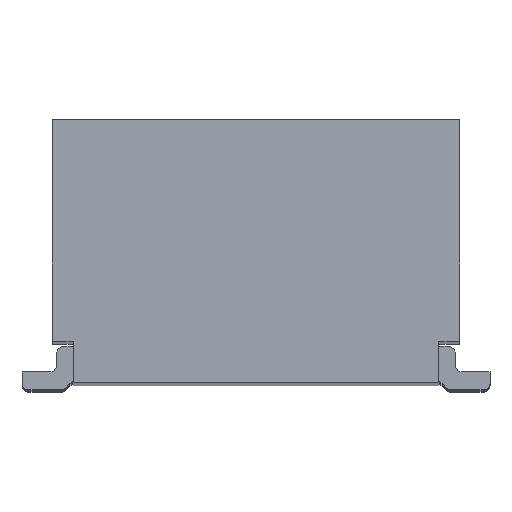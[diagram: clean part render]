
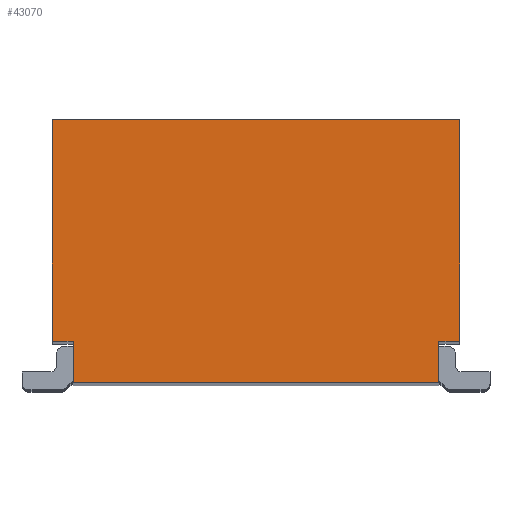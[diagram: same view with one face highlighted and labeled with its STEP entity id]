
A CAD part, top view. The second image highlights one B-rep face of the part: STEP entity #43070.
In plain terms, the highlighted planar face has unit normal (0, 0, 1).
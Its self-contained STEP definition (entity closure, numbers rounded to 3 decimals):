
#4060=CARTESIAN_POINT('',(1.32,-0.3,9.415));
#4070=VERTEX_POINT('',#4060);
#4100=CARTESIAN_POINT('',(1.32,0.,9.415));
#4110=DIRECTION('',(-0.,1.,-0.));
#4120=VECTOR('',#4110,1.);
#4130=LINE('',#4100,#4120);
#4140=CARTESIAN_POINT('',(1.32,0.,9.415));
#4150=VERTEX_POINT('',#4140);
#4160=EDGE_CURVE('',#4070,#4150,#4130,.T.);
#12680=CARTESIAN_POINT('',(-1.32,0.,9.415));
#12690=VERTEX_POINT('',#12680);
#12720=CARTESIAN_POINT('',(-1.32,0.,9.415));
#12730=DIRECTION('',(0.,1.,-0.));
#12740=VECTOR('',#12730,1.);
#12750=LINE('',#12720,#12740);
#12760=CARTESIAN_POINT('',(-1.32,-0.3,9.415));
#12770=VERTEX_POINT('',#12760);
#12780=EDGE_CURVE('',#12770,#12690,#12750,.T.);
#40540=CARTESIAN_POINT('',(0.,-0.3,9.415));
#40550=DIRECTION('',(-1.,-0.,0.));
#40560=VECTOR('',#40550,1.);
#40570=LINE('',#40540,#40560);
#40580=CARTESIAN_POINT('',(-1.47,-0.3,9.415));
#40590=VERTEX_POINT('',#40580);
#40600=EDGE_CURVE('',#12770,#40590,#40570,.T.);
#42610=CARTESIAN_POINT('',(-1.544,0.048,9.415));
#42620=DIRECTION('',(0.,0.,1.));
#42630=DIRECTION('',(1.,0.,-0.));
#42640=AXIS2_PLACEMENT_3D('',#42610,#42620,#42630);
#42650=PLANE('',#42640);
#42660=CARTESIAN_POINT('',(0.,0.,9.415));
#42670=DIRECTION('',(1.,0.,-0.));
#42680=VECTOR('',#42670,1.);
#42690=LINE('',#42660,#42680);
#42700=EDGE_CURVE('',#12690,#4150,#42690,.T.);
#42710=ORIENTED_EDGE('',*,*,#42700,.F.);
#42720=ORIENTED_EDGE('',*,*,#4160,.T.);
#42730=CARTESIAN_POINT('',(0.,-0.3,9.415));
#42740=DIRECTION('',(-1.,-0.,0.));
#42750=VECTOR('',#42740,1.);
#42760=LINE('',#42730,#42750);
#42770=CARTESIAN_POINT('',(1.47,-0.3,9.415));
#42780=VERTEX_POINT('',#42770);
#42790=EDGE_CURVE('',#42780,#4070,#42760,.T.);
#42800=ORIENTED_EDGE('',*,*,#42790,.T.);
#42810=CARTESIAN_POINT('',(1.47,0.,9.415));
#42820=DIRECTION('',(-0.,1.,-0.));
#42830=VECTOR('',#42820,1.);
#42840=LINE('',#42810,#42830);
#42850=CARTESIAN_POINT('',(1.47,-1.9,9.415));
#42860=VERTEX_POINT('',#42850);
#42870=EDGE_CURVE('',#42860,#42780,#42840,.T.);
#42880=ORIENTED_EDGE('',*,*,#42870,.T.);
#42890=CARTESIAN_POINT('',(0.,-1.9,9.415));
#42900=DIRECTION('',(-1.,-0.,-0.));
#42910=VECTOR('',#42900,1.);
#42920=LINE('',#42890,#42910);
#42930=CARTESIAN_POINT('',(-1.47,-1.9,9.415));
#42940=VERTEX_POINT('',#42930);
#42950=EDGE_CURVE('',#42860,#42940,#42920,.T.);
#42960=ORIENTED_EDGE('',*,*,#42950,.F.);
#42970=CARTESIAN_POINT('',(-1.47,0.,9.415));
#42980=DIRECTION('',(0.,1.,-0.));
#42990=VECTOR('',#42980,1.);
#43000=LINE('',#42970,#42990);
#43010=EDGE_CURVE('',#42940,#40590,#43000,.T.);
#43020=ORIENTED_EDGE('',*,*,#43010,.F.);
#43030=ORIENTED_EDGE('',*,*,#40600,.T.);
#43040=ORIENTED_EDGE('',*,*,#12780,.F.);
#43050=EDGE_LOOP('',(#43040,#43030,#43020,#42960,#42880,#42800,#42720,
#42710));
#43060=FACE_OUTER_BOUND('',#43050,.T.);
#43070=ADVANCED_FACE('',(#43060),#42650,.T.);
